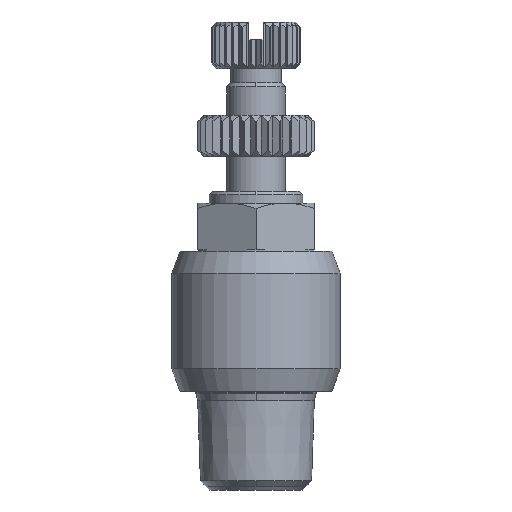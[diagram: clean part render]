
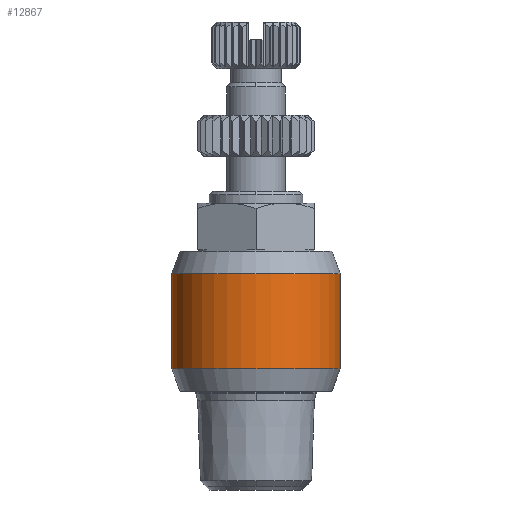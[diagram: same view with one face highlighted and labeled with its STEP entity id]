
A CAD part, left-side view. The second image highlights one B-rep face of the part: STEP entity #12867.
In plain terms, the highlighted cylindrical face has radius 7.2 mm (diameter 14.4 mm), a partial arc.
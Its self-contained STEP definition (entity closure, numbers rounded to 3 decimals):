
#414 = FACE_OUTER_BOUND ( 'NONE', #21445, .T. ) ;
#678 = DIRECTION ( 'NONE',  ( 0., 0., 1. ) ) ;
#1689 = CARTESIAN_POINT ( 'NONE',  ( -1.7, -7.2, -0.2 ) ) ;
#2750 = DIRECTION ( 'NONE',  ( 0., -1., 0. ) ) ;
#2800 = ORIENTED_EDGE ( 'NONE', *, *, #5521, .T. ) ;
#2965 = LINE ( 'NONE', #19306, #13771 ) ;
#3502 = DIRECTION ( 'NONE',  ( 0., 0., 1. ) ) ;
#4089 = VERTEX_POINT ( 'NONE', #15475 ) ;
#4708 = EDGE_CURVE ( 'NONE', #4089, #22512, #2965, .T. ) ;
#4839 = VERTEX_POINT ( 'NONE', #15834 ) ;
#5252 = CARTESIAN_POINT ( 'NONE',  ( -1.7, 0., 3.877 ) ) ;
#5521 = EDGE_CURVE ( 'NONE', #4839, #4089, #19335, .T. ) ;
#6144 = EDGE_CURVE ( 'NONE', #4839, #11412, #21161, .T. ) ;
#6404 = DIRECTION ( 'NONE',  ( 0., 0., 1. ) ) ;
#6482 = CIRCLE ( 'NONE', #7057, 7.2 ) ;
#6890 = DIRECTION ( 'NONE',  ( 0., 0., -1. ) ) ;
#7057 = AXIS2_PLACEMENT_3D ( 'NONE', #5252, #6890, #19133 ) ;
#10207 = CARTESIAN_POINT ( 'NONE',  ( -1.7, 7.2, 3.877 ) ) ;
#11412 = VERTEX_POINT ( 'NONE', #13337 ) ;
#11647 = ORIENTED_EDGE ( 'NONE', *, *, #4708, .T. ) ;
#12867 = ADVANCED_FACE ( 'NONE', ( #414 ), #17746, .T. ) ;
#13337 = CARTESIAN_POINT ( 'NONE',  ( -1.7, -7.2, 3.877 ) ) ;
#13771 = VECTOR ( 'NONE', #21310, 1000. ) ;
#13923 = AXIS2_PLACEMENT_3D ( 'NONE', #24424, #678, #2750 ) ;
#15447 = AXIS2_PLACEMENT_3D ( 'NONE', #22316, #6404, #24120 ) ;
#15475 = CARTESIAN_POINT ( 'NONE',  ( -1.7, 7.2, -4.277 ) ) ;
#15834 = CARTESIAN_POINT ( 'NONE',  ( -1.7, -7.2, -4.277 ) ) ;
#15886 = VECTOR ( 'NONE', #3502, 1000. ) ;
#17746 = CYLINDRICAL_SURFACE ( 'NONE', #13923, 7.2 ) ;
#19133 = DIRECTION ( 'NONE',  ( 0., -1., 0. ) ) ;
#19306 = CARTESIAN_POINT ( 'NONE',  ( -1.7, 7.2, -0.2 ) ) ;
#19335 = CIRCLE ( 'NONE', #15447, 7.2 ) ;
#19653 = EDGE_CURVE ( 'NONE', #22512, #11412, #6482, .T. ) ;
#20790 = ORIENTED_EDGE ( 'NONE', *, *, #6144, .F. ) ;
#21011 = ORIENTED_EDGE ( 'NONE', *, *, #19653, .T. ) ;
#21161 = LINE ( 'NONE', #1689, #15886 ) ;
#21310 = DIRECTION ( 'NONE',  ( 0., 0., 1. ) ) ;
#21445 = EDGE_LOOP ( 'NONE', ( #2800, #11647, #21011, #20790 ) ) ;
#22316 = CARTESIAN_POINT ( 'NONE',  ( -1.7, 0., -4.277 ) ) ;
#22512 = VERTEX_POINT ( 'NONE', #10207 ) ;
#24120 = DIRECTION ( 'NONE',  ( 0., -1., 0. ) ) ;
#24424 = CARTESIAN_POINT ( 'NONE',  ( -1.7, 0., -0.2 ) ) ;
